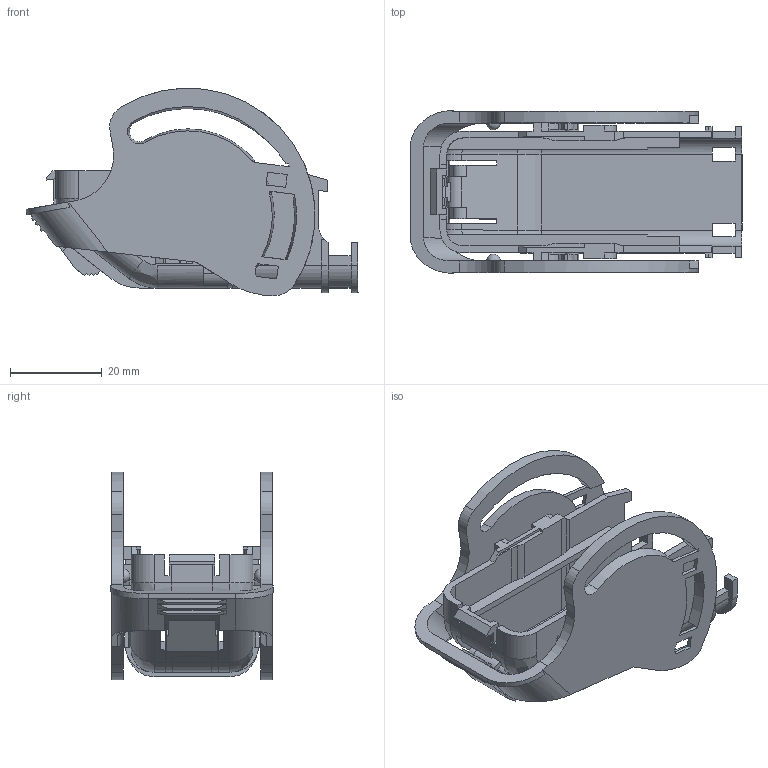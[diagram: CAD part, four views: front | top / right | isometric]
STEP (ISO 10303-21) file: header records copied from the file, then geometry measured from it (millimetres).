
FILE_DESCRIPTION(/* description */ (''),/* implementation_level */ '2;1');
FILE_NAME(/* name */ '13953766-ENV11_02-COV.stp',/* time_stamp */ '2024-01-25T10:41:02+08:00',/* author */ (''),/* organization */ (''),/* preprocessor_version */ 'ST-DEVELOPER v16',/* originating_system */ 'SIEMENS PLM Software NX 11.0',/* authorisation */ '');
FILE_SCHEMA (('AUTOMOTIVE_DESIGN { 1 0 10303 214 3 1 1 1 }'));
Length unit declared in the file: millimetre
Products named in the file (1): 13953766-ENV11_02-COV
Bounding box: 72.22 x 35.4 x 45.16 mm (x, y, z)
Volume: 15829.2 mm3; surface area: 18792.4 mm2
Topology: 1 solids, 1 shells, 444 faces, 1355 edges, 896 vertices
Faces by surface type: plane 299, cylinder 107, extrusion 14, bspline 10, cone 8, torus 4, sphere 2
Full cylindrical faces by diameter (mm): 3 x2
Entity records: 16468 total; most frequent: CARTESIAN_POINT 4170, ORIENTED_EDGE 2688, DIRECTION 2441, EDGE_CURVE 1344, VECTOR 995, LINE 981, VERTEX_POINT 891, AXIS2_PLACEMENT_3D 723
